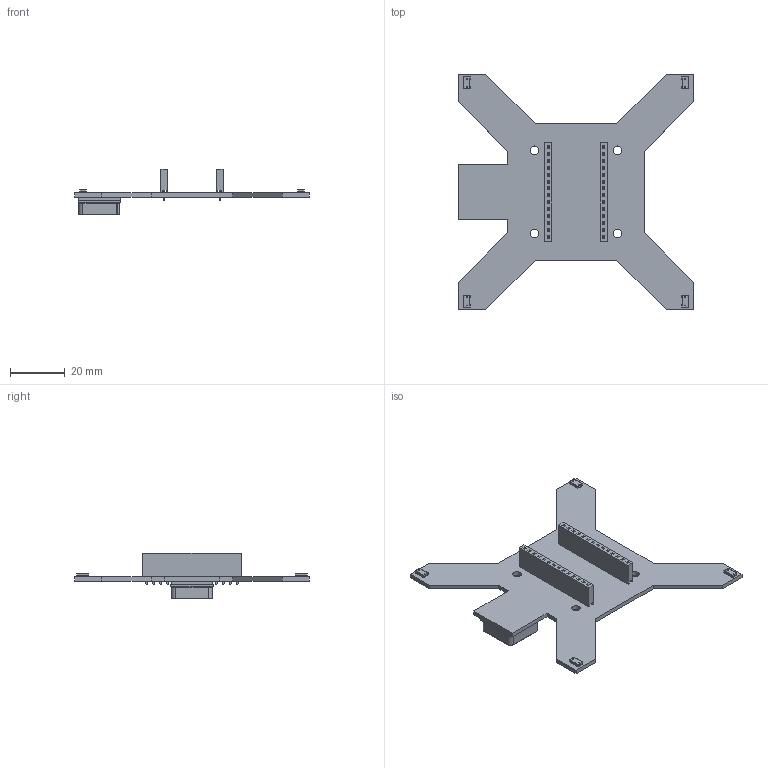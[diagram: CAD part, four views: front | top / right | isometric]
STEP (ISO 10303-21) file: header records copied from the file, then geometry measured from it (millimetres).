
FILE_DESCRIPTION(('KiCad electronic assembly'),'2;1');
FILE_NAME('ViperBaseboard.step','2020-04-24T23:40:15',('An Author'),( 'A Company'),'Open CASCADE STEP processor 6.9', 'KiCad to STEP converter','Unknown');
FILE_SCHEMA(('AUTOMOTIVE_DESIGN { 1 0 10303 214 1 1 1 1 }'));
Length unit declared in the file: millimetre
Products named in the file (8): Open CASCADE STEP translator 6.9 1; VL53L0X; COMPOUND; ublox_SAM_AP214; 61301411821_Download_STP_61301411821_rev1
Assembly tree (11 placements, depth 3):
  Open CASCADE STEP translator 6.9 1
    VL53L0X  x4
      COMPOUND
    ublox_SAM_AP214
      COMPOUND
    61301411821_Download_STP_61301411821_rev1  x2
      COMPOUND
    COMPOUND
Bounding box: 86 x 86 x 16.66 mm (x, y, z)
Volume: 9514.2 mm3; surface area: 15046.7 mm2
Topology: 98 solids, 98 shells, 1936 faces, 5038 edges, 3344 vertices
Faces by surface type: plane 1677, cylinder 181, extrusion 56, sphere 16, bspline 6
Full cylindrical faces by diameter (mm): 0.2 x4, 0.4 x4, 1 x28, 3.2 x4
Entity records: 65546 total; most frequent: CARTESIAN_POINT 15213, DIRECTION 8009, VECTOR 5977, LINE 5949, ORIENTED_EDGE 4656, PCURVE 4656, DEFINITIONAL_REPRESENTATION 4656, EDGE_CURVE 2328
